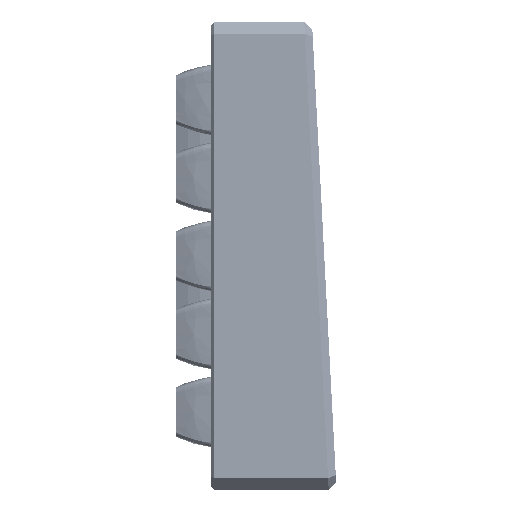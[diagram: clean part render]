
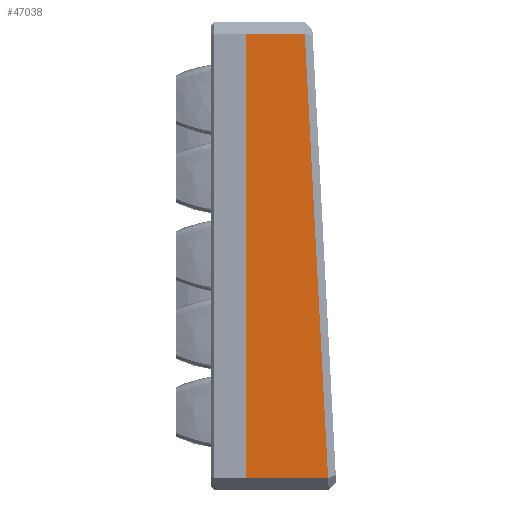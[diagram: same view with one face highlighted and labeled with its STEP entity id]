
A CAD part, left-side view. The second image highlights one B-rep face of the part: STEP entity #47038.
In plain terms, the highlighted planar face has unit normal (-1, 0, 0).
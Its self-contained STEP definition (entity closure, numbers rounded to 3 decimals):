
#4873=FACE_OUTER_BOUND('',#7751,.T.);
#7751=EDGE_LOOP('',(#42002,#42003,#42004,#42005));
#11996=LINE('',#85187,#16320);
#12042=LINE('',#85284,#16366);
#12110=LINE('',#85434,#16434);
#12111=LINE('',#85435,#16435);
#16320=VECTOR('',#64688,10.);
#16366=VECTOR('',#64780,10.);
#16434=VECTOR('',#64924,10.);
#16435=VECTOR('',#64925,10.);
#22435=VERTEX_POINT('',#85184);
#22436=VERTEX_POINT('',#85186);
#22463=VERTEX_POINT('',#85281);
#22464=VERTEX_POINT('',#85283);
#28969=EDGE_CURVE('',#22435,#22436,#11996,.T.);
#29017=EDGE_CURVE('',#22464,#22463,#12042,.T.);
#29095=EDGE_CURVE('',#22435,#22464,#12110,.F.);
#29096=EDGE_CURVE('',#22436,#22463,#12111,.T.);
#42002=ORIENTED_EDGE('',*,*,#29095,.T.);
#42003=ORIENTED_EDGE('',*,*,#29017,.T.);
#42004=ORIENTED_EDGE('',*,*,#29096,.F.);
#42005=ORIENTED_EDGE('',*,*,#28969,.F.);
#44427=PLANE('',#51838);
#47038=ADVANCED_FACE('',(#4873),#44427,.T.);
#51838=AXIS2_PLACEMENT_3D('',#85433,#64922,#64923);
#64688=DIRECTION('',(0.,-1.,0.));
#64780=DIRECTION('',(0.,-1.,0.));
#64922=DIRECTION('center_axis',(-1.,0.,0.));
#64923=DIRECTION('ref_axis',(0.,0.,-1.));
#64924=DIRECTION('',(0.,0.,1.));
#64925=DIRECTION('',(0.,-0.052,-0.999));
#85184=CARTESIAN_POINT('',(-60.,7.7,17.));
#85186=CARTESIAN_POINT('',(-60.,-7.454,17.));
#85187=CARTESIAN_POINT('',(-60.,5.7,17.));
#85281=CARTESIAN_POINT('',(-60.,-13.429,-97.));
#85283=CARTESIAN_POINT('',(-60.,7.7,-97.));
#85284=CARTESIAN_POINT('',(-60.,5.7,-97.));
#85433=CARTESIAN_POINT('Origin',(-60.,5.7,17.));
#85434=CARTESIAN_POINT('',(-60.,7.7,11.));
#85435=CARTESIAN_POINT('',(-60.,-7.753,11.302));
